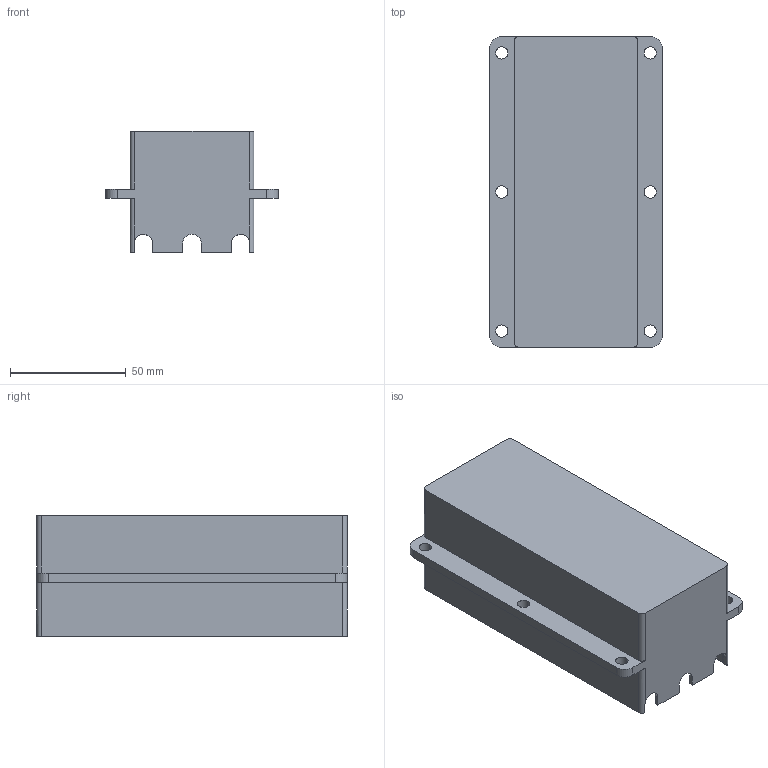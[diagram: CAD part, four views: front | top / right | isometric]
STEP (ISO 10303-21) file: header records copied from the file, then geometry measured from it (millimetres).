
FILE_DESCRIPTION (( 'STEP AP203' ), '1' );
FILE_NAME ('IP68-POD-MAG3-1.STEP', '2021-11-26T14:20:48', ( '' ), ( '' ), 'SwSTEP 2.0', 'SolidWorks 2016', '' );
FILE_SCHEMA (( 'CONFIG_CONTROL_DESIGN' ));
Length unit declared in the file: millimetre
Products named in the file (1): IP68-POD-MAG3-1
Bounding box: 74.5 x 134 x 52.5 mm (x, y, z)
Volume: 49035.1 mm3; surface area: 57530.6 mm2
Topology: 1 solids, 1 shells, 70 faces, 204 edges, 136 vertices
Faces by surface type: plane 36, cylinder 34
Entity records: 2481 total; most frequent: CARTESIAN_POINT 471, ORIENTED_EDGE 408, DIRECTION 406, EDGE_CURVE 204, AXIS2_PLACEMENT_3D 139, VERTEX_POINT 136, VECTOR 128, LINE 128
